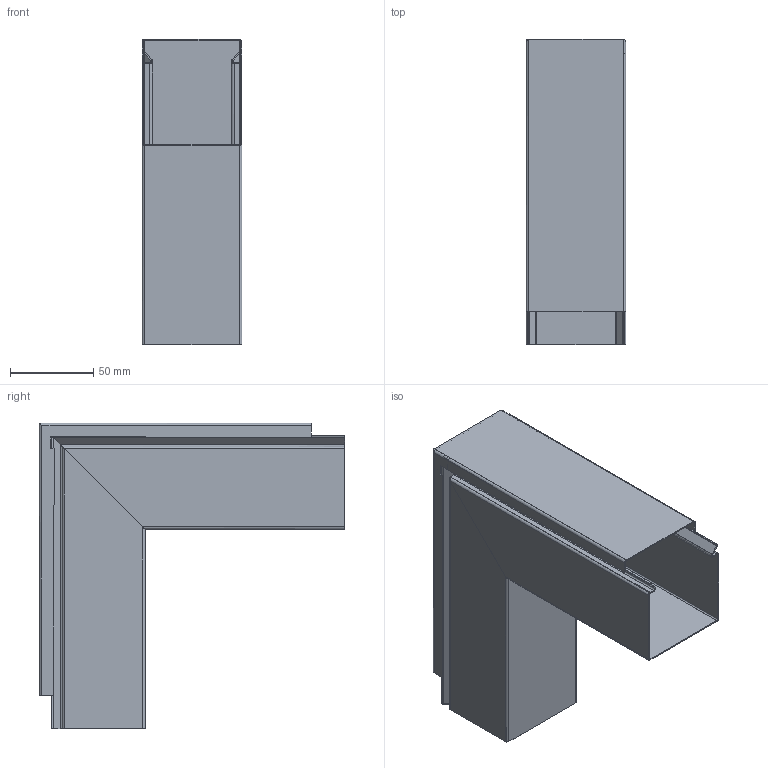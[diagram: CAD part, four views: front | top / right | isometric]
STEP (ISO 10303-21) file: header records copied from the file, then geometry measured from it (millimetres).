
FILE_DESCRIPTION (( 'STEP AP214' ), '1' );
FILE_NAME ('6249558.stp', '2016-09-29T12:50:22', ( '' ), ( '' ), 'SwSTEP 2.0', 'SolidWorks 2014', '' );
FILE_SCHEMA (( 'AUTOMOTIVE_DESIGN' ));
Length unit declared in the file: millimetre
Products named in the file (3): Deckel; Leuchtentraegerkanal_60x60.1.1.1; 6249558
Assembly tree (3 placements, depth 2):
  6249558
    Leuchtentraegerkanal_60x60.1.1.1  x2
    Deckel
Bounding box: 60.05 x 183.79 x 183.95 mm (x, y, z)
Volume: 57075.4 mm3; surface area: 153976.7 mm2
Topology: 3 solids, 3 shells, 128 faces, 386 edges, 264 vertices
Faces by surface type: plane 72, cylinder 56
Entity records: 4295 total; most frequent: CARTESIAN_POINT 941, ORIENTED_EDGE 538, DIRECTION 440, EDGE_CURVE 269, VERTEX_POINT 182, VECTOR 180, LINE 180, AXIS2_PLACEMENT_3D 130
